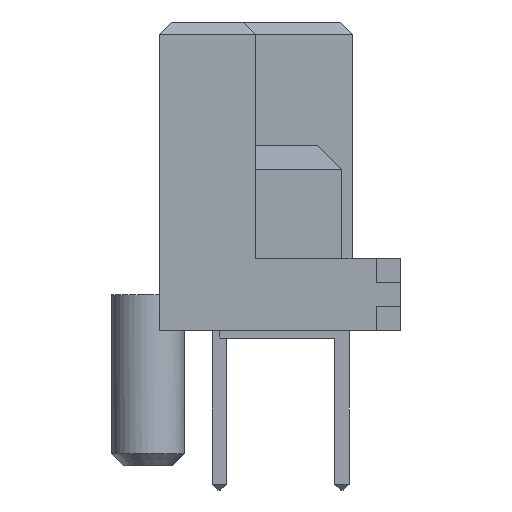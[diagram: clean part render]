
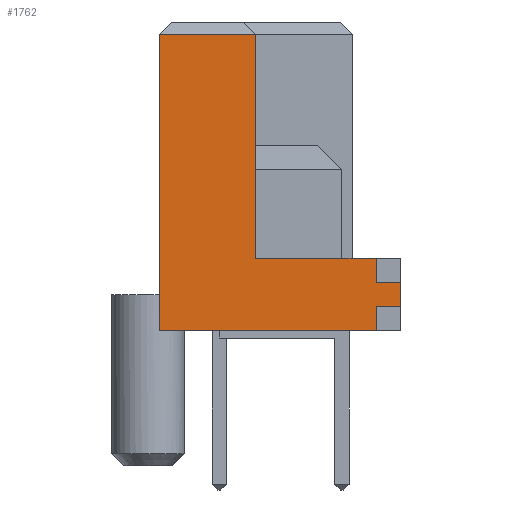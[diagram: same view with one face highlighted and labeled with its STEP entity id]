
A CAD part, front view. The second image highlights one B-rep face of the part: STEP entity #1762.
In plain terms, the highlighted planar face has unit normal (0, -1, 0).
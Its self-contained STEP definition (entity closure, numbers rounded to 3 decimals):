
#12=DIRECTION('',(0.,0.,1.));
#26=VECTOR('',#12,1.);
#29=VERTEX_POINT('',#30);
#30=CARTESIAN_POINT('',(3.25,-29.195,0.5));
#35=EDGE_CURVE('',#36,#29,#38,.T.);
#36=VERTEX_POINT('',#37);
#37=CARTESIAN_POINT('',(3.25,-29.195,0.));
#38=LINE('',#37,#26);
#44=DIRECTION('',(1.,0.,0.));
#58=VECTOR('',#59,1.);
#59=DIRECTION('',(-1.,0.,0.));
#76=VECTOR('',#44,1.);
#94=CARTESIAN_POINT('',(-1.25,-29.195,0.));
#720=EDGE_CURVE('',#36,#721,#722,.T.);
#721=VERTEX_POINT('',#94);
#722=LINE('',#723,#58);
#723=CARTESIAN_POINT('',(3.75,-29.195,0.));
#1751=ORIENTED_EDGE('',*,*,#1752,.T.);
#1752=EDGE_CURVE('',#29,#1753,#1755,.T.);
#1753=VERTEX_POINT('',#1754);
#1754=CARTESIAN_POINT('',(3.75,-29.195,0.5));
#1755=LINE('',#30,#76);
#1762=ADVANCED_FACE('',(#1763),#1803,.T.);
#1763=FACE_BOUND('',#1764,.T.);
#1764=EDGE_LOOP('',(#1765,#1766,#1751,#1767,#1772,#1777,#1782,#1788,#1794,#1800));
#1765=ORIENTED_EDGE('',*,*,#720,.F.);
#1766=ORIENTED_EDGE('',*,*,#35,.T.);
#1767=ORIENTED_EDGE('',*,*,#1768,.T.);
#1768=EDGE_CURVE('',#1753,#1769,#1771,.T.);
#1769=VERTEX_POINT('',#1770);
#1770=CARTESIAN_POINT('',(3.75,-29.195,1.));
#1771=LINE('',#723,#26);
#1772=ORIENTED_EDGE('',*,*,#1773,.F.);
#1773=EDGE_CURVE('',#1774,#1769,#1776,.T.);
#1774=VERTEX_POINT('',#1775);
#1775=CARTESIAN_POINT('',(3.25,-29.195,1.));
#1776=LINE('',#1775,#76);
#1777=ORIENTED_EDGE('',*,*,#1778,.T.);
#1778=EDGE_CURVE('',#1774,#1779,#1781,.T.);
#1779=VERTEX_POINT('',#1780);
#1780=CARTESIAN_POINT('',(3.25,-29.195,1.5));
#1781=LINE('',#1775,#26);
#1782=ORIENTED_EDGE('',*,*,#1783,.T.);
#1783=EDGE_CURVE('',#1779,#1784,#1786,.T.);
#1784=VERTEX_POINT('',#1785);
#1785=CARTESIAN_POINT('',(0.75,-29.195,1.5));
#1786=LINE('',#1787,#58);
#1787=CARTESIAN_POINT('',(3.75,-29.195,1.5));
#1788=ORIENTED_EDGE('',*,*,#1789,.T.);
#1789=EDGE_CURVE('',#1784,#1790,#1792,.T.);
#1790=VERTEX_POINT('',#1791);
#1791=CARTESIAN_POINT('',(0.75,-29.195,6.15));
#1792=LINE('',#1793,#26);
#1793=CARTESIAN_POINT('',(0.75,-29.195,0.));
#1794=ORIENTED_EDGE('',*,*,#1795,.F.);
#1795=EDGE_CURVE('',#1796,#1790,#1798,.T.);
#1796=VERTEX_POINT('',#1797);
#1797=CARTESIAN_POINT('',(-1.25,-29.195,6.15));
#1798=LINE('',#1799,#76);
#1799=CARTESIAN_POINT('',(-1.,-29.195,6.15));
#1800=ORIENTED_EDGE('',*,*,#1801,.F.);
#1801=EDGE_CURVE('',#721,#1796,#1802,.T.);
#1802=LINE('',#94,#26);
#1803=PLANE('',#1804);
#1804=AXIS2_PLACEMENT_3D('',#1805,#1806,#1807);
#1805=CARTESIAN_POINT('',(0.602,-29.195,2.449));
#1806=DIRECTION('',(0.,-1.,0.));
#1807=DIRECTION('',(-1.,0.,0.));
